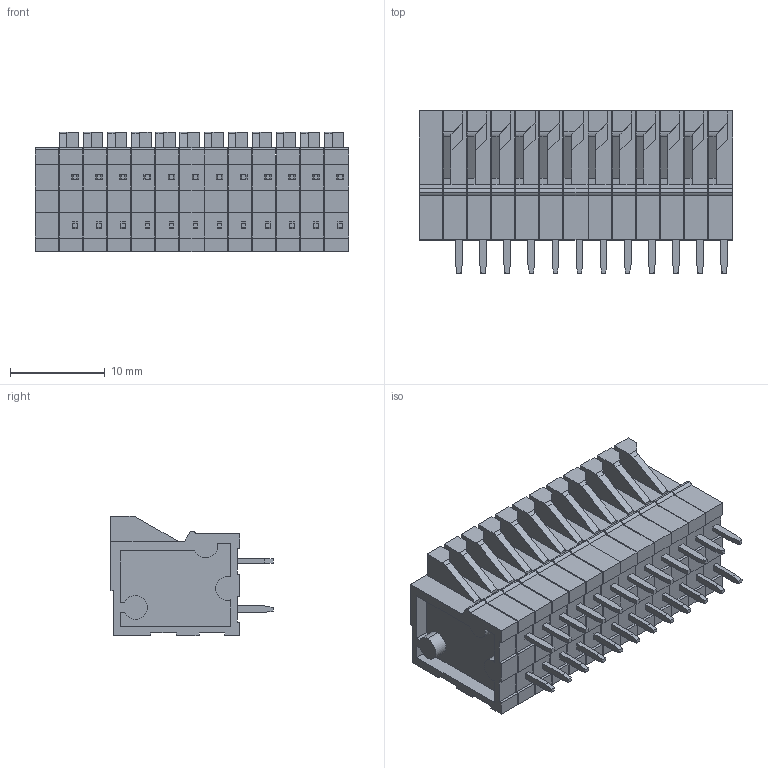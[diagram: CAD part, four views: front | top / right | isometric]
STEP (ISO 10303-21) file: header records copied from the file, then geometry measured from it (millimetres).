
FILE_DESCRIPTION (( 'STEP AP214' ), '1' );
FILE_NAME ('DG141V-2.54-12.STEP', '2023-12-12T09:39:01', ( '' ), ( '' ), 'SwSTEP 2.0', 'SolidWorks 2021', '' );
FILE_SCHEMA (( 'AUTOMOTIVE_DESIGN' ));
Length unit declared in the file: millimetre
Products named in the file (1): DG141V-2.54-12
Bounding box: 33.02 x 17.1 x 12.6 mm (x, y, z)
Volume: 4158.5 mm3; surface area: 6829.9 mm2
Topology: 49 solids, 49 shells, 939 faces, 2394 edges, 1572 vertices
Faces by surface type: plane 798, cylinder 81, cone 60
Entity records: 31497 total; most frequent: CARTESIAN_POINT 5122, ORIENTED_EDGE 4788, DIRECTION 4472, EDGE_CURVE 2394, LINE 2100, VECTOR 2100, VERTEX_POINT 1572, AXIS2_PLACEMENT_3D 1186
